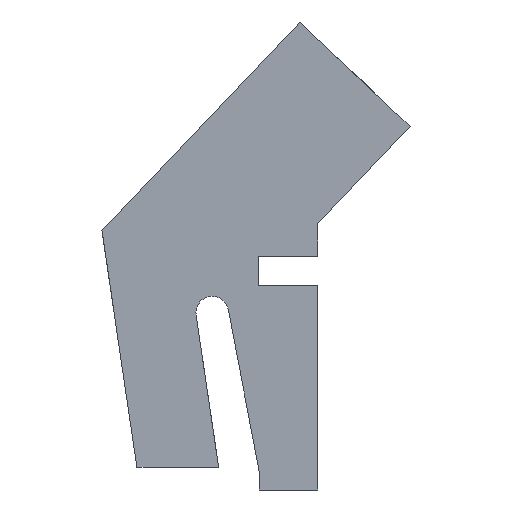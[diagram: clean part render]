
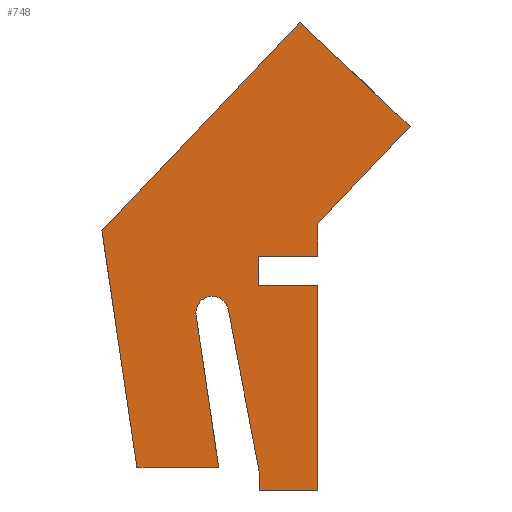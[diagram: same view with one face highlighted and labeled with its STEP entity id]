
A CAD part, front view. The second image highlights one B-rep face of the part: STEP entity #748.
In plain terms, the highlighted planar face has unit normal (0, -1, 0).
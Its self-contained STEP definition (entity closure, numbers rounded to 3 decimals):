
#25=CIRCLE('',#803,1.4);
#41=FACE_OUTER_BOUND('',#81,.T.);
#81=EDGE_LOOP('',(#531,#532,#533,#534,#535,#536,#537,#538,#539,#540,#541,
#542,#543,#544,#545,#546,#547));
#130=LINE('',#1060,#229);
#134=LINE('',#1069,#233);
#138=LINE('',#1077,#237);
#141=LINE('',#1082,#240);
#143=LINE('',#1086,#242);
#146=LINE('',#1092,#245);
#147=LINE('',#1094,#246);
#148=LINE('',#1096,#247);
#149=LINE('',#1098,#248);
#150=LINE('',#1100,#249);
#151=LINE('',#1102,#250);
#152=LINE('',#1104,#251);
#153=LINE('',#1108,#252);
#154=LINE('',#1110,#253);
#155=LINE('',#1112,#254);
#156=LINE('',#1113,#255);
#229=VECTOR('',#864,10.);
#233=VECTOR('',#870,10.);
#237=VECTOR('',#876,10.);
#240=VECTOR('',#881,10.);
#242=VECTOR('',#885,10.);
#245=VECTOR('',#890,10.);
#246=VECTOR('',#891,10.);
#247=VECTOR('',#892,10.);
#248=VECTOR('',#893,10.);
#249=VECTOR('',#894,10.);
#250=VECTOR('',#895,10.);
#251=VECTOR('',#896,10.);
#252=VECTOR('',#899,10.);
#253=VECTOR('',#900,10.);
#254=VECTOR('',#901,10.);
#255=VECTOR('',#902,10.);
#324=VERTEX_POINT('',#1058);
#325=VERTEX_POINT('',#1059);
#328=VERTEX_POINT('',#1067);
#329=VERTEX_POINT('',#1068);
#332=VERTEX_POINT('',#1076);
#334=VERTEX_POINT('',#1085);
#336=VERTEX_POINT('',#1091);
#337=VERTEX_POINT('',#1093);
#338=VERTEX_POINT('',#1095);
#339=VERTEX_POINT('',#1097);
#340=VERTEX_POINT('',#1099);
#341=VERTEX_POINT('',#1101);
#342=VERTEX_POINT('',#1103);
#343=VERTEX_POINT('',#1105);
#344=VERTEX_POINT('',#1107);
#345=VERTEX_POINT('',#1109);
#346=VERTEX_POINT('',#1111);
#398=EDGE_CURVE('',#324,#325,#130,.T.);
#402=EDGE_CURVE('',#328,#329,#134,.T.);
#406=EDGE_CURVE('',#329,#332,#138,.T.);
#409=EDGE_CURVE('',#332,#324,#141,.T.);
#411=EDGE_CURVE('',#334,#328,#143,.T.);
#414=EDGE_CURVE('',#325,#336,#146,.T.);
#415=EDGE_CURVE('',#336,#337,#147,.T.);
#416=EDGE_CURVE('',#337,#338,#148,.T.);
#417=EDGE_CURVE('',#338,#339,#149,.T.);
#418=EDGE_CURVE('',#339,#340,#150,.T.);
#419=EDGE_CURVE('',#340,#341,#151,.T.);
#420=EDGE_CURVE('',#341,#342,#152,.T.);
#421=EDGE_CURVE('',#342,#343,#25,.T.);
#422=EDGE_CURVE('',#343,#344,#153,.T.);
#423=EDGE_CURVE('',#344,#345,#154,.T.);
#424=EDGE_CURVE('',#345,#346,#155,.T.);
#425=EDGE_CURVE('',#346,#334,#156,.T.);
#531=ORIENTED_EDGE('',*,*,#411,.T.);
#532=ORIENTED_EDGE('',*,*,#402,.T.);
#533=ORIENTED_EDGE('',*,*,#406,.T.);
#534=ORIENTED_EDGE('',*,*,#409,.T.);
#535=ORIENTED_EDGE('',*,*,#398,.T.);
#536=ORIENTED_EDGE('',*,*,#414,.T.);
#537=ORIENTED_EDGE('',*,*,#415,.T.);
#538=ORIENTED_EDGE('',*,*,#416,.T.);
#539=ORIENTED_EDGE('',*,*,#417,.T.);
#540=ORIENTED_EDGE('',*,*,#418,.T.);
#541=ORIENTED_EDGE('',*,*,#419,.T.);
#542=ORIENTED_EDGE('',*,*,#420,.T.);
#543=ORIENTED_EDGE('',*,*,#421,.T.);
#544=ORIENTED_EDGE('',*,*,#422,.T.);
#545=ORIENTED_EDGE('',*,*,#423,.T.);
#546=ORIENTED_EDGE('',*,*,#424,.T.);
#547=ORIENTED_EDGE('',*,*,#425,.T.);
#711=PLANE('',#802);
#748=ADVANCED_FACE('',(#41),#711,.F.);
#802=AXIS2_PLACEMENT_3D('',#1090,#888,#889);
#803=AXIS2_PLACEMENT_3D('',#1106,#897,#898);
#864=DIRECTION('',(0.94,0.,0.342));
#870=DIRECTION('',(-1.,0.,0.));
#876=DIRECTION('',(0.,0.,1.));
#881=DIRECTION('',(1.,0.,0.));
#885=DIRECTION('',(-0.985,0.,-0.174));
#888=DIRECTION('center_axis',(0.,1.,0.));
#889=DIRECTION('ref_axis',(1.,0.,0.));
#890=DIRECTION('',(0.,0.,1.));
#891=DIRECTION('',(0.688,0.,0.726));
#892=DIRECTION('',(-0.726,0.,0.688));
#893=DIRECTION('',(-0.688,0.,-0.726));
#894=DIRECTION('',(0.146,0.,-0.989));
#895=DIRECTION('',(1.,0.,0.));
#896=DIRECTION('',(-0.146,0.,0.989));
#897=DIRECTION('center_axis',(0.,1.,0.));
#898=DIRECTION('ref_axis',(-0.989,0.,-0.146));
#899=DIRECTION('',(0.187,0.,-0.982));
#900=DIRECTION('',(0.,0.,-1.));
#901=DIRECTION('',(1.,0.,0.));
#902=DIRECTION('',(0.,0.,1.));
#1058=CARTESIAN_POINT('',(5.,-58.,20.));
#1059=CARTESIAN_POINT('',(5.1,-58.,20.036));
#1060=CARTESIAN_POINT('',(62.063,-58.,40.769));
#1067=CARTESIAN_POINT('',(5.,-58.,17.5));
#1068=CARTESIAN_POINT('',(0.,-58.,17.5));
#1069=CARTESIAN_POINT('',(71.,-58.,17.5));
#1076=CARTESIAN_POINT('',(0.,-58.,20.));
#1077=CARTESIAN_POINT('',(0.,-58.,19.278));
#1082=CARTESIAN_POINT('',(71.,-58.,20.));
#1085=CARTESIAN_POINT('',(5.1,-58.,17.518));
#1086=CARTESIAN_POINT('',(61.826,-58.,27.52));
#1090=CARTESIAN_POINT('Origin',(122.,-58.,18.556));
#1091=CARTESIAN_POINT('',(5.1,-58.,22.819));
#1092=CARTESIAN_POINT('',(5.1,-58.,20.436));
#1093=CARTESIAN_POINT('',(13.01,-58.,31.173));
#1094=CARTESIAN_POINT('',(13.01,-58.,31.173));
#1095=CARTESIAN_POINT('',(3.571,-58.,40.112));
#1096=CARTESIAN_POINT('',(3.571,-58.,40.112));
#1097=CARTESIAN_POINT('',(-13.389,-58.,22.201));
#1098=CARTESIAN_POINT('',(3.571,-58.,40.112));
#1099=CARTESIAN_POINT('',(-10.392,-58.,1.966));
#1100=CARTESIAN_POINT('',(-10.392,-58.,1.966));
#1101=CARTESIAN_POINT('',(-3.392,-58.,1.966));
#1102=CARTESIAN_POINT('',(-3.392,-58.,1.966));
#1103=CARTESIAN_POINT('',(-5.322,-58.,14.995));
#1104=CARTESIAN_POINT('',(-3.099,-58.,-0.015));
#1105=CARTESIAN_POINT('',(-2.562,-58.,15.462));
#1106=CARTESIAN_POINT('Origin',(-3.937,-58.,15.2));
#1107=CARTESIAN_POINT('',(0.1,-58.,1.509));
#1108=CARTESIAN_POINT('',(-2.562,-58.,15.462));
#1109=CARTESIAN_POINT('',(0.1,-58.,0.));
#1110=CARTESIAN_POINT('',(0.1,-58.,1.509));
#1111=CARTESIAN_POINT('',(5.1,-58.,0.));
#1112=CARTESIAN_POINT('',(0.1,-58.,0.));
#1113=CARTESIAN_POINT('',(5.1,-58.,20.436));
